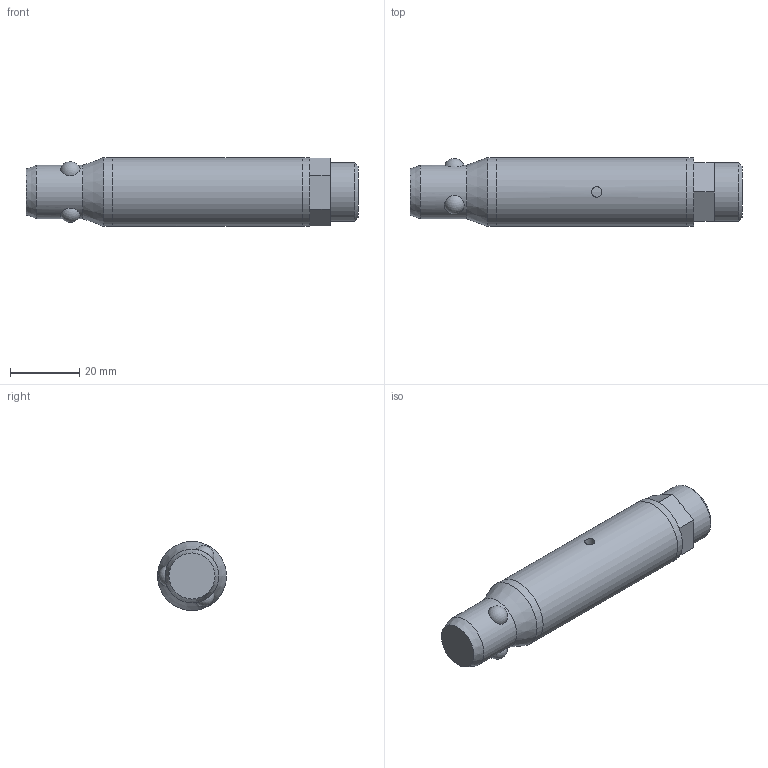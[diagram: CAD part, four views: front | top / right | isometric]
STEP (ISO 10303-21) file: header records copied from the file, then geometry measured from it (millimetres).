
FILE_DESCRIPTION(/* description */ ('GR07.520_Kd'),/* implementation_level */ '2;1');
FILE_NAME(/* name */ 'GR07.520-Kd.stp',/* time_stamp */ '2024-02-27T06:59:40+01:00',/* author */ ('RKob'),/* organization */ (''),/* preprocessor_version */ 'ST-DEVELOPER v18',/* originating_system */ 'Autodesk Inventor 2020',/* authorisation */ '');
FILE_SCHEMA (('AUTOMOTIVE_DESIGN { 1 0 10303 214 3 1 1 }'));
Length unit declared in the file: millimetre
Products named in the file (1): 0765260
Bounding box: 96 x 19.95 x 19.95 mm (x, y, z)
Surface area: 8522.6 mm2 (no closed solid volume)
Topology: 0 solids, 10 shells, 57 faces, 180 edges, 132 vertices
Faces by surface type: plane 32, cylinder 11, cone 10, sphere 3, torus 1
Full cylindrical faces by diameter (mm): 0.8 x1, 3 x2, 4.134 x1, 12 x1, 15.5 x1, 15.6 x1, 17 x1, 19.95 x3
Entity records: 2483 total; most frequent: CARTESIAN_POINT 745, DIRECTION 334, ORIENTED_EDGE 290, EDGE_CURVE 174, VERTEX_POINT 132, AXIS2_PLACEMENT_3D 125, LINE 84, VECTOR 84
